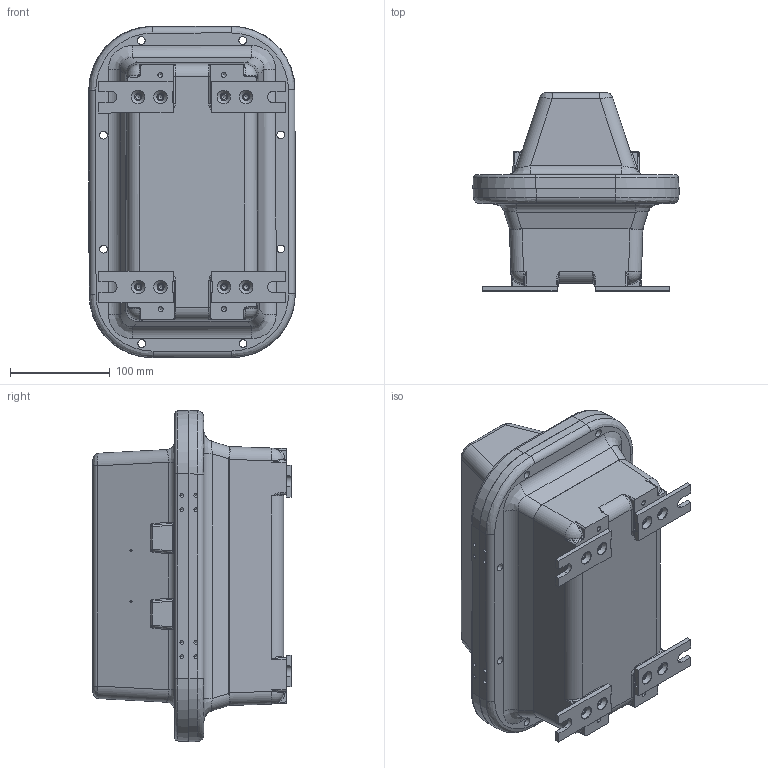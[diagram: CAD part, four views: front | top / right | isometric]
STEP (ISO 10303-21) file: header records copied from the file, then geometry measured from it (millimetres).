
FILE_DESCRIPTION(/* description */ (''),/* implementation_level */ '2;1');
FILE_NAME(/* name */ 'B7EQ BLANK ASSY.stp',/* time_stamp */ '2019-06-03T23:04:54+06:00',/* author */ ('rsundaram2'),/* organization */ (''),/* preprocessor_version */ 'ST-DEVELOPER v16.13',/* originating_system */ 'Autodesk Inventor 2018',/* authorisation */ '');
FILE_SCHEMA (('AUTOMOTIVE_DESIGN { 1 0 10303 214 3 1 1 }'));
Length unit declared in the file: inch
Products named in the file (4): B7EQ BLANK ASSY; 21607CAAM; 21609AAAM; 15688
Assembly tree (6 placements, depth 2):
  B7EQ BLANK ASSY
    21607CAAM
    21609AAAM
    15688  x4
Bounding box: 206.89 x 198.56 x 332.27 mm (x, y, z)
Volume: 3413813.2 mm3; surface area: 493396.5 mm2
Topology: 6 solids, 6 shells, 793 faces, 2054 edges, 1284 vertices
Faces by surface type: plane 269, bspline 247, cylinder 203, cone 37, torus 25, sphere 12
Full cylindrical faces by diameter (mm): 2.184 x4, 3.683 x1, 3.81 x8, 4.978 x12, 7.144 x8, 7.798 x8, 10.312 x8, 13.494 x8
Entity records: 25580 total; most frequent: CARTESIAN_POINT 9311, ORIENTED_EDGE 3526, DIRECTION 2858, EDGE_CURVE 1763, VERTEX_POINT 1135, AXIS2_PLACEMENT_3D 993, LINE 872, VECTOR 872
